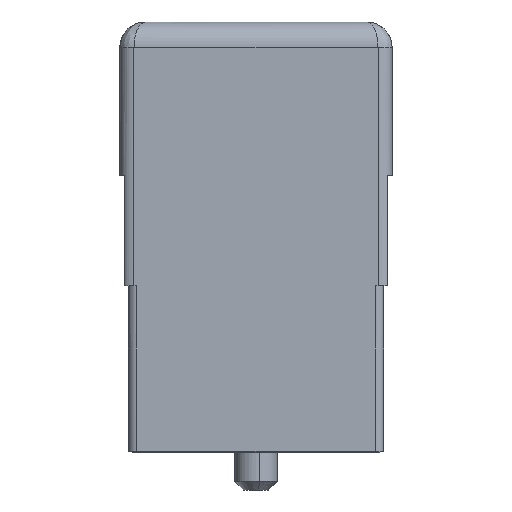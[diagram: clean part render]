
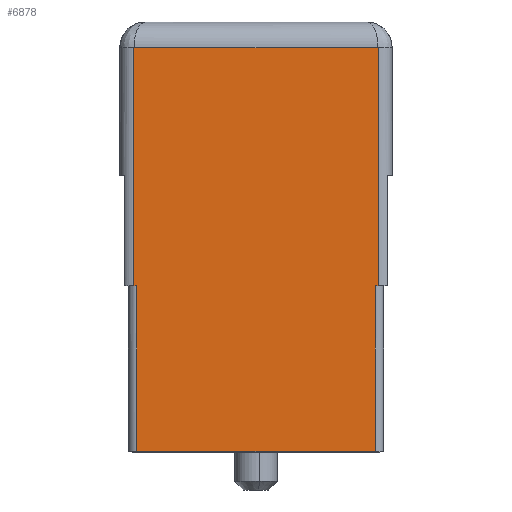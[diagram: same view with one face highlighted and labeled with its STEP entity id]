
A CAD part, front view. The second image highlights one B-rep face of the part: STEP entity #6878.
In plain terms, the highlighted planar face has unit normal (0, -1, 0).
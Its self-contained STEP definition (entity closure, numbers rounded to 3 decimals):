
#6833=AXIS2_PLACEMENT_3D('Plane Axis2P3D',#6830,#6831,#6832) ;
#6249=CARTESIAN_POINT('Line Origine',(8.,0.,2.271)) ;
#6253=CARTESIAN_POINT('Vertex',(1.,0.,2.271)) ;
#6255=CARTESIAN_POINT('Vertex',(15.,0.,2.271)) ;
#6582=CARTESIAN_POINT('Vertex',(1.,0.,12.)) ;
#6590=CARTESIAN_POINT('Line Origine',(1.,0.,12.)) ;
#6814=CARTESIAN_POINT('Vertex',(15.,0.,12.)) ;
#6817=CARTESIAN_POINT('Line Origine',(15.,0.,12.)) ;
#6830=CARTESIAN_POINT('Axis2P3D Location',(0.5,0.,12.)) ;
#6835=CARTESIAN_POINT('Line Origine',(15.085,0.,12.)) ;
#6839=CARTESIAN_POINT('Vertex',(15.17,0.,12.)) ;
#6842=CARTESIAN_POINT('Line Origine',(15.17,0.,19.)) ;
#6846=CARTESIAN_POINT('Vertex',(15.17,0.,26.)) ;
#6849=CARTESIAN_POINT('Line Origine',(8.,0.,26.)) ;
#6853=CARTESIAN_POINT('Vertex',(0.83,0.,26.)) ;
#6856=CARTESIAN_POINT('Line Origine',(0.83,0.,19.)) ;
#6860=CARTESIAN_POINT('Vertex',(0.83,0.,12.)) ;
#6863=CARTESIAN_POINT('Line Origine',(0.915,0.,12.)) ;
#6250=DIRECTION('Vector Direction',(1.,0.,0.)) ;
#6591=DIRECTION('Vector Direction',(0.,0.,-1.)) ;
#6818=DIRECTION('Vector Direction',(0.,0.,-1.)) ;
#6831=DIRECTION('Axis2P3D Direction',(0.,1.,0.)) ;
#6832=DIRECTION('Axis2P3D XDirection',(-1.,0.,0.)) ;
#6836=DIRECTION('Vector Direction',(1.,0.,0.)) ;
#6843=DIRECTION('Vector Direction',(0.,0.,1.)) ;
#6850=DIRECTION('Vector Direction',(-1.,0.,0.)) ;
#6857=DIRECTION('Vector Direction',(0.,0.,-1.)) ;
#6864=DIRECTION('Vector Direction',(1.,0.,0.)) ;
#6251=VECTOR('Line Direction',#6250,1.) ;
#6592=VECTOR('Line Direction',#6591,1.) ;
#6819=VECTOR('Line Direction',#6818,1.) ;
#6837=VECTOR('Line Direction',#6836,1.) ;
#6844=VECTOR('Line Direction',#6843,1.) ;
#6851=VECTOR('Line Direction',#6850,1.) ;
#6858=VECTOR('Line Direction',#6857,1.) ;
#6865=VECTOR('Line Direction',#6864,1.) ;
#6869=ORIENTED_EDGE('',*,*,#6841,.T.) ;
#6870=ORIENTED_EDGE('',*,*,#6848,.T.) ;
#6871=ORIENTED_EDGE('',*,*,#6855,.T.) ;
#6872=ORIENTED_EDGE('',*,*,#6862,.T.) ;
#6873=ORIENTED_EDGE('',*,*,#6867,.T.) ;
#6874=ORIENTED_EDGE('',*,*,#6594,.T.) ;
#6875=ORIENTED_EDGE('',*,*,#6257,.T.) ;
#6876=ORIENTED_EDGE('',*,*,#6821,.T.) ;
#6878=ADVANCED_FACE('Hauptkoerper',(#6877),#6834,.F.) ;
#6257=EDGE_CURVE('',#6254,#6256,#6252,.T.) ;
#6594=EDGE_CURVE('',#6583,#6254,#6593,.T.) ;
#6821=EDGE_CURVE('',#6256,#6815,#6820,.F.) ;
#6841=EDGE_CURVE('',#6815,#6840,#6838,.T.) ;
#6848=EDGE_CURVE('',#6840,#6847,#6845,.T.) ;
#6855=EDGE_CURVE('',#6847,#6854,#6852,.T.) ;
#6862=EDGE_CURVE('',#6854,#6861,#6859,.T.) ;
#6867=EDGE_CURVE('',#6861,#6583,#6866,.T.) ;
#6868=EDGE_LOOP('',(#6869,#6870,#6871,#6872,#6873,#6874,#6875,#6876)) ;
#6877=FACE_OUTER_BOUND('',#6868,.T.) ;
#6252=LINE('Line',#6249,#6251) ;
#6593=LINE('Line',#6590,#6592) ;
#6820=LINE('Line',#6817,#6819) ;
#6838=LINE('Line',#6835,#6837) ;
#6845=LINE('Line',#6842,#6844) ;
#6852=LINE('Line',#6849,#6851) ;
#6859=LINE('Line',#6856,#6858) ;
#6866=LINE('Line',#6863,#6865) ;
#6834=PLANE('',#6833) ;
#6254=VERTEX_POINT('',#6253) ;
#6256=VERTEX_POINT('',#6255) ;
#6583=VERTEX_POINT('',#6582) ;
#6815=VERTEX_POINT('',#6814) ;
#6840=VERTEX_POINT('',#6839) ;
#6847=VERTEX_POINT('',#6846) ;
#6854=VERTEX_POINT('',#6853) ;
#6861=VERTEX_POINT('',#6860) ;
